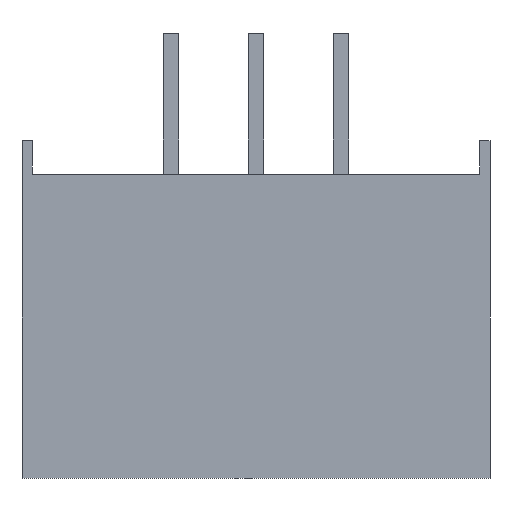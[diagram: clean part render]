
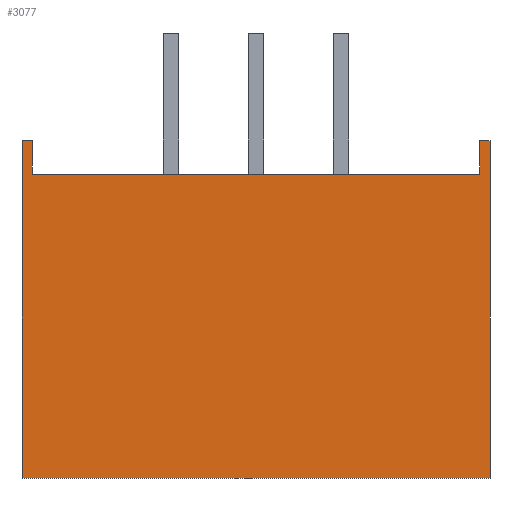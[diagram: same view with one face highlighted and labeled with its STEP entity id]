
A CAD part, front view. The second image highlights one B-rep face of the part: STEP entity #3077.
In plain terms, the highlighted planar face has unit normal (0, -1, 0).
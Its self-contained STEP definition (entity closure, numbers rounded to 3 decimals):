
#277=FACE_OUTER_BOUND('',#463,.T.);
#463=EDGE_LOOP('',(#2702,#2703,#2704,#2705,#2706,#2707,#2708,#2709));
#810=LINE('',#4875,#1190);
#813=LINE('',#4880,#1193);
#815=LINE('',#4884,#1195);
#817=LINE('',#4888,#1197);
#819=LINE('',#4892,#1199);
#821=LINE('',#4896,#1201);
#823=LINE('',#4900,#1203);
#825=LINE('',#4903,#1205);
#1190=VECTOR('',#4010,10.);
#1193=VECTOR('',#4015,10.);
#1195=VECTOR('',#4019,10.);
#1197=VECTOR('',#4023,10.);
#1199=VECTOR('',#4027,10.);
#1201=VECTOR('',#4031,10.);
#1203=VECTOR('',#4035,10.);
#1205=VECTOR('',#4039,10.);
#1490=VERTEX_POINT('',#4873);
#1491=VERTEX_POINT('',#4874);
#1492=VERTEX_POINT('',#4879);
#1493=VERTEX_POINT('',#4883);
#1494=VERTEX_POINT('',#4887);
#1495=VERTEX_POINT('',#4891);
#1496=VERTEX_POINT('',#4895);
#1497=VERTEX_POINT('',#4899);
#1890=EDGE_CURVE('',#1490,#1491,#810,.T.);
#1893=EDGE_CURVE('',#1491,#1492,#813,.T.);
#1895=EDGE_CURVE('',#1492,#1493,#815,.T.);
#1897=EDGE_CURVE('',#1493,#1494,#817,.T.);
#1899=EDGE_CURVE('',#1495,#1494,#819,.T.);
#1901=EDGE_CURVE('',#1496,#1495,#821,.T.);
#1903=EDGE_CURVE('',#1497,#1496,#823,.T.);
#1905=EDGE_CURVE('',#1490,#1497,#825,.T.);
#2702=ORIENTED_EDGE('',*,*,#1905,.F.);
#2703=ORIENTED_EDGE('',*,*,#1890,.T.);
#2704=ORIENTED_EDGE('',*,*,#1893,.T.);
#2705=ORIENTED_EDGE('',*,*,#1895,.T.);
#2706=ORIENTED_EDGE('',*,*,#1897,.T.);
#2707=ORIENTED_EDGE('',*,*,#1899,.F.);
#2708=ORIENTED_EDGE('',*,*,#1901,.F.);
#2709=ORIENTED_EDGE('',*,*,#1903,.F.);
#2910=PLANE('',#3301);
#3077=ADVANCED_FACE('',(#277),#2910,.F.);
#3301=AXIS2_PLACEMENT_3D('',#4905,#4042,#4043);
#4010=DIRECTION('',(1.,0.,0.));
#4015=DIRECTION('',(0.,0.,1.));
#4019=DIRECTION('',(-1.,0.,0.));
#4023=DIRECTION('',(0.,0.,-1.));
#4027=DIRECTION('',(1.,0.,0.));
#4031=DIRECTION('',(0.,0.,-1.));
#4035=DIRECTION('',(1.,0.,0.));
#4039=DIRECTION('',(0.,0.,1.));
#4042=DIRECTION('center_axis',(0.,1.,0.));
#4043=DIRECTION('ref_axis',(1.,0.,0.));
#4873=CARTESIAN_POINT('',(7.11,0.,1.288));
#4874=CARTESIAN_POINT('',(21.11,0.,1.288));
#4875=CARTESIAN_POINT('',(7.11,0.,1.288));
#4879=CARTESIAN_POINT('',(21.11,0.,11.388));
#4880=CARTESIAN_POINT('',(21.11,0.,1.288));
#4883=CARTESIAN_POINT('',(20.81,0.,11.388));
#4884=CARTESIAN_POINT('',(21.11,0.,11.388));
#4887=CARTESIAN_POINT('',(20.81,0.,10.388));
#4888=CARTESIAN_POINT('',(20.81,0.,11.388));
#4891=CARTESIAN_POINT('',(7.41,0.,10.388));
#4892=CARTESIAN_POINT('',(7.41,0.,10.388));
#4895=CARTESIAN_POINT('',(7.41,0.,11.388));
#4896=CARTESIAN_POINT('',(7.41,0.,11.388));
#4899=CARTESIAN_POINT('',(7.11,0.,11.388));
#4900=CARTESIAN_POINT('',(7.11,0.,11.388));
#4903=CARTESIAN_POINT('',(7.11,0.,1.288));
#4905=CARTESIAN_POINT('Origin',(14.11,0.,6.338));
